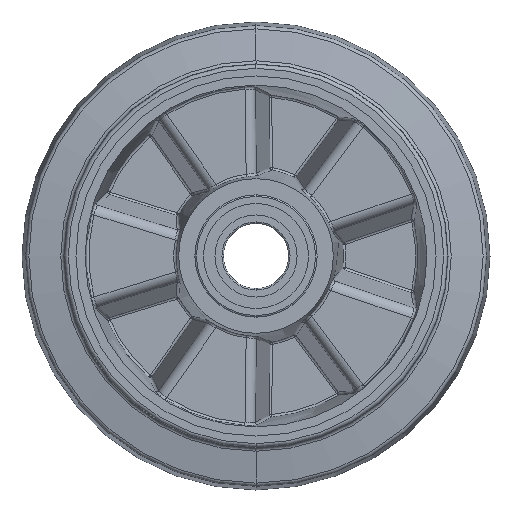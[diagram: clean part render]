
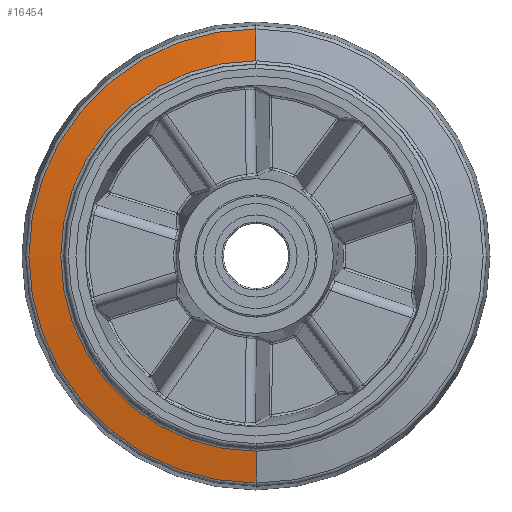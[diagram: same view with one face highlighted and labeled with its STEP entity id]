
A CAD part, left-side view. The second image highlights one B-rep face of the part: STEP entity #16454.
In plain terms, the highlighted conical face has half-angle 80.218 degrees and reference radius 88.5 mm.
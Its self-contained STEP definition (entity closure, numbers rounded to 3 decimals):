
#225 = CARTESIAN_POINT ( 'NONE',  ( 9.189, 0., 75.096 ) ) ;
#916 = VERTEX_POINT ( 'NONE', #17360 ) ;
#1156 = ORIENTED_EDGE ( 'NONE', *, *, #6184, .T. ) ;
#1363 = DIRECTION ( 'NONE',  ( 0., 0., -1. ) ) ;
#1484 = CARTESIAN_POINT ( 'NONE',  ( 11.5, 0., -88.5 ) ) ;
#1991 = EDGE_CURVE ( 'NONE', #5954, #8791, #12774, .T. ) ;
#3046 = EDGE_LOOP ( 'NONE', ( #1156, #15362, #19470, #4565 ) ) ;
#4191 = CONICAL_SURFACE ( 'NONE', #10571, 88.5, 1.4 ) ;
#4206 = EDGE_CURVE ( 'NONE', #4379, #916, #14745, .T. ) ;
#4379 = VERTEX_POINT ( 'NONE', #8505 ) ;
#4380 = CARTESIAN_POINT ( 'NONE',  ( 11.302, 0., 0. ) ) ;
#4404 = CARTESIAN_POINT ( 'NONE',  ( 11.5, 0., 0. ) ) ;
#4564 = VECTOR ( 'NONE', #10574, 1000. ) ;
#4565 = ORIENTED_EDGE ( 'NONE', *, *, #4206, .F. ) ;
#4800 = AXIS2_PLACEMENT_3D ( 'NONE', #6979, #17787, #8560 ) ;
#5881 = DIRECTION ( 'NONE',  ( 0., 0., 1. ) ) ;
#5954 = VERTEX_POINT ( 'NONE', #225 ) ;
#6184 = EDGE_CURVE ( 'NONE', #4379, #5954, #14066, .T. ) ;
#6508 = VECTOR ( 'NONE', #13806, 1000. ) ;
#6979 = CARTESIAN_POINT ( 'NONE',  ( 9.189, 0., 0. ) ) ;
#8505 = CARTESIAN_POINT ( 'NONE',  ( 9.189, 0., -75.096 ) ) ;
#8560 = DIRECTION ( 'NONE',  ( 0., 0., -1. ) ) ;
#8791 = VERTEX_POINT ( 'NONE', #14233 ) ;
#10225 = FACE_OUTER_BOUND ( 'NONE', #3046, .T. ) ;
#10571 = AXIS2_PLACEMENT_3D ( 'NONE', #4404, #19766, #1363 ) ;
#10574 = DIRECTION ( 'NONE',  ( 0.17, 0., 0.985 ) ) ;
#12774 = LINE ( 'NONE', #19808, #4564 ) ;
#13806 = DIRECTION ( 'NONE',  ( 0.17, 0., -0.985 ) ) ;
#14066 = CIRCLE ( 'NONE', #4800, 75.096 ) ;
#14233 = CARTESIAN_POINT ( 'NONE',  ( 11.302, 0., 87.354 ) ) ;
#14745 = LINE ( 'NONE', #1484, #6508 ) ;
#15141 = DIRECTION ( 'NONE',  ( -1., 0., 0. ) ) ;
#15362 = ORIENTED_EDGE ( 'NONE', *, *, #1991, .T. ) ;
#16010 = AXIS2_PLACEMENT_3D ( 'NONE', #4380, #15141, #5881 ) ;
#16454 = ADVANCED_FACE ( 'NONE', ( #10225 ), #4191, .T. ) ;
#16587 = CIRCLE ( 'NONE', #16010, 87.354 ) ;
#17360 = CARTESIAN_POINT ( 'NONE',  ( 11.302, 0., -87.354 ) ) ;
#17787 = DIRECTION ( 'NONE',  ( 1., 0., 0. ) ) ;
#18890 = EDGE_CURVE ( 'NONE', #8791, #916, #16587, .T. ) ;
#19470 = ORIENTED_EDGE ( 'NONE', *, *, #18890, .T. ) ;
#19766 = DIRECTION ( 'NONE',  ( 1., 0., 0. ) ) ;
#19808 = CARTESIAN_POINT ( 'NONE',  ( 11.5, 0., 88.5 ) ) ;
